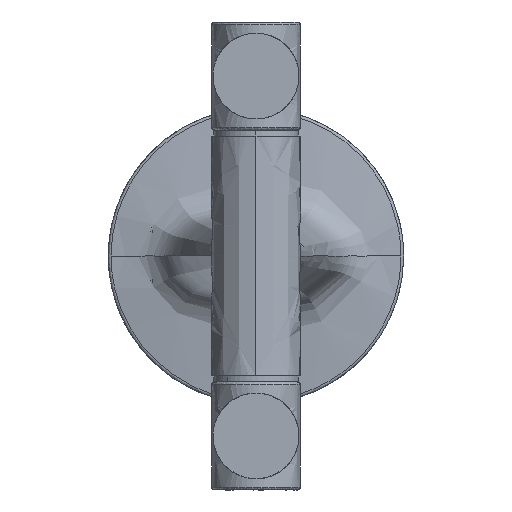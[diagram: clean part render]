
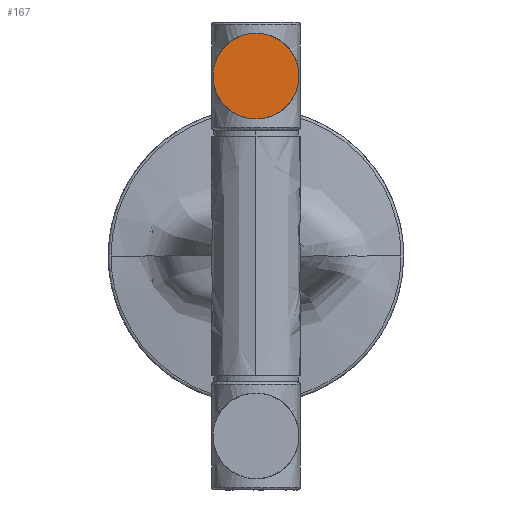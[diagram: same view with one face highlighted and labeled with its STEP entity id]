
A CAD part, front view. The second image highlights one B-rep face of the part: STEP entity #167.
In plain terms, the highlighted free-form (B-spline) face has degree [1, 1] with [2, 2] control points.
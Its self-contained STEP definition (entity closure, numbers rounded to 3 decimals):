
#167=ADVANCED_FACE('',(#402),#7263,.T.);
#402=FACE_OUTER_BOUND('',#642,.T.);
#642=EDGE_LOOP('',(#1278,#1279));
#1278=ORIENTED_EDGE('',*,*,#6172,.F.);
#1279=ORIENTED_EDGE('',*,*,#6173,.T.);
#2375=PCURVE('',#7378,#3473);
#2376=PCURVE('',#7263,#3474);
#2377=PCURVE('',#7263,#3475);
#2380=PCURVE('',#7379,#3478);
#3473=DEFINITIONAL_REPRESENTATION('',(#4676),#33282);
#3474=DEFINITIONAL_REPRESENTATION('',(#6636),#33282);
#3475=DEFINITIONAL_REPRESENTATION('',(#6638),#33282);
#3478=DEFINITIONAL_REPRESENTATION('',(#4679),#33282);
#4676=B_SPLINE_CURVE_WITH_KNOTS('',1,(#23572,#23573),.UNSPECIFIED.,.F.,
 .F.,(2,2),(-22.777,0.),.UNSPECIFIED.);
#4679=B_SPLINE_CURVE_WITH_KNOTS('',1,(#23593,#23594),.UNSPECIFIED.,.F.,
 .F.,(2,2),(0.,22.777),.UNSPECIFIED.);
#5604=SURFACE_CURVE('',#6635,(#2375,#2376),.PCURVE_S1.);
#5605=SURFACE_CURVE('',#6637,(#2377,#2380),.PCURVE_S1.);
#6172=EDGE_CURVE('',#7046,#7045,#5604,.T.);
#6173=EDGE_CURVE('',#7046,#7045,#5605,.T.);
#6635=(
BOUNDED_CURVE()
B_SPLINE_CURVE(2,(#23567,#23568,#23569,#23570,#23571),.UNSPECIFIED.,.F.,
 .F.)
B_SPLINE_CURVE_WITH_KNOTS((3,2,3),(-22.777,-11.388,0.),
 .UNSPECIFIED.)
CURVE()
GEOMETRIC_REPRESENTATION_ITEM()
RATIONAL_B_SPLINE_CURVE((1.,0.707,1.,0.707,1.))
REPRESENTATION_ITEM('')
);
#6636=(
BOUNDED_CURVE()
B_SPLINE_CURVE(2,(#23574,#23575,#23576,#23577,#23578),.UNSPECIFIED.,.F.,
 .F.)
B_SPLINE_CURVE_WITH_KNOTS((3,2,3),(-22.777,-11.388,0.),
 .UNSPECIFIED.)
CURVE()
GEOMETRIC_REPRESENTATION_ITEM()
RATIONAL_B_SPLINE_CURVE((1.,0.707,1.,0.707,1.))
REPRESENTATION_ITEM('')
);
#6637=(
BOUNDED_CURVE()
B_SPLINE_CURVE(2,(#23579,#23580,#23581,#23582,#23583),.UNSPECIFIED.,.F.,
 .F.)
B_SPLINE_CURVE_WITH_KNOTS((3,2,3),(0.,11.388,22.777),
 .UNSPECIFIED.)
CURVE()
GEOMETRIC_REPRESENTATION_ITEM()
RATIONAL_B_SPLINE_CURVE((1.,0.707,1.,0.707,1.))
REPRESENTATION_ITEM('')
);
#6638=(
BOUNDED_CURVE()
B_SPLINE_CURVE(2,(#23584,#23585,#23586,#23587,#23588),.UNSPECIFIED.,.F.,
 .F.)
B_SPLINE_CURVE_WITH_KNOTS((3,2,3),(0.,11.388,22.777),
 .UNSPECIFIED.)
CURVE()
GEOMETRIC_REPRESENTATION_ITEM()
RATIONAL_B_SPLINE_CURVE((1.,0.707,1.,0.707,1.))
REPRESENTATION_ITEM('')
);
#7045=VERTEX_POINT('',#23517);
#7046=VERTEX_POINT('',#23518);
#7263=B_SPLINE_SURFACE_WITH_KNOTS('',1,1,((#23492,#23493),(#23494,#23495)),
 .UNSPECIFIED.,.F.,.F.,.F.,(2,2),(2,2),(-8.701,8.701),
(-8.701,8.701),.UNSPECIFIED.);
#7378=(
BOUNDED_SURFACE()
B_SPLINE_SURFACE(2,1,((#23474,#23475),(#23476,#23477),(#23478,#23479),(#23480,
#23481),(#23482,#23483),(#23484,#23485),(#23486,#23487),(#23488,#23489),
(#23490,#23491)),.UNSPECIFIED.,.T.,.F.,.F.)
B_SPLINE_SURFACE_WITH_KNOTS((3,2,2,2,3),(2,2),(0.,1.571,3.142,
4.712,6.283),(0.,2.402),.UNSPECIFIED.)
GEOMETRIC_REPRESENTATION_ITEM()
RATIONAL_B_SPLINE_SURFACE(((1.,1.),(0.707,0.707),
(1.,1.),(0.707,0.707),(1.,1.),(0.707,
0.707),(1.,1.),(0.707,0.707),(1.,1.)))
REPRESENTATION_ITEM('')
SURFACE()
);
#7379=(
BOUNDED_SURFACE()
B_SPLINE_SURFACE(2,1,((#23496,#23497),(#23498,#23499),(#23500,#23501),(#23502,
#23503),(#23504,#23505),(#23506,#23507),(#23508,#23509),(#23510,#23511),
(#23512,#23513)),.UNSPECIFIED.,.T.,.F.,.F.)
B_SPLINE_SURFACE_WITH_KNOTS((3,2,2,2,3),(2,2),(0.,1.571,3.142,
4.712,6.283),(0.,2.402),.UNSPECIFIED.)
GEOMETRIC_REPRESENTATION_ITEM()
RATIONAL_B_SPLINE_SURFACE(((1.,1.),(0.707,0.707),
(1.,1.),(0.707,0.707),(1.,1.),(0.707,
0.707),(1.,1.),(0.707,0.707),(1.,1.)))
REPRESENTATION_ITEM('')
SURFACE()
);
#23474=CARTESIAN_POINT('',(7.25,-230.024,255.175));
#23475=CARTESIAN_POINT('',(7.25,-232.426,255.175));
#23476=CARTESIAN_POINT('',(7.25,-230.024,262.425));
#23477=CARTESIAN_POINT('',(7.25,-232.426,262.425));
#23478=CARTESIAN_POINT('',(0.,-230.024,262.425));
#23479=CARTESIAN_POINT('',(0.,-232.426,262.425));
#23480=CARTESIAN_POINT('',(-7.25,-230.024,262.425));
#23481=CARTESIAN_POINT('',(-7.25,-232.426,262.425));
#23482=CARTESIAN_POINT('',(-7.25,-230.024,255.175));
#23483=CARTESIAN_POINT('',(-7.25,-232.426,255.175));
#23484=CARTESIAN_POINT('',(-7.25,-230.024,247.925));
#23485=CARTESIAN_POINT('',(-7.25,-232.426,247.925));
#23486=CARTESIAN_POINT('',(0.,-230.024,247.925));
#23487=CARTESIAN_POINT('',(0.,-232.426,247.925));
#23488=CARTESIAN_POINT('',(7.25,-230.024,247.925));
#23489=CARTESIAN_POINT('',(7.25,-232.426,247.925));
#23490=CARTESIAN_POINT('',(7.25,-230.024,255.175));
#23491=CARTESIAN_POINT('',(7.25,-232.426,255.175));
#23492=CARTESIAN_POINT('',(-8.701,-232.225,246.474));
#23493=CARTESIAN_POINT('',(-8.701,-232.225,263.876));
#23494=CARTESIAN_POINT('',(8.701,-232.225,246.474));
#23495=CARTESIAN_POINT('',(8.701,-232.225,263.876));
#23496=CARTESIAN_POINT('',(-7.25,-230.024,255.175));
#23497=CARTESIAN_POINT('',(-7.25,-232.426,255.175));
#23498=CARTESIAN_POINT('',(-7.25,-230.024,247.925));
#23499=CARTESIAN_POINT('',(-7.25,-232.426,247.925));
#23500=CARTESIAN_POINT('',(0.,-230.024,247.925));
#23501=CARTESIAN_POINT('',(0.,-232.426,247.925));
#23502=CARTESIAN_POINT('',(7.25,-230.024,247.925));
#23503=CARTESIAN_POINT('',(7.25,-232.426,247.925));
#23504=CARTESIAN_POINT('',(7.25,-230.024,255.175));
#23505=CARTESIAN_POINT('',(7.25,-232.426,255.175));
#23506=CARTESIAN_POINT('',(7.25,-230.024,262.425));
#23507=CARTESIAN_POINT('',(7.25,-232.426,262.425));
#23508=CARTESIAN_POINT('',(0.,-230.024,262.425));
#23509=CARTESIAN_POINT('',(0.,-232.426,262.425));
#23510=CARTESIAN_POINT('',(-7.25,-230.024,262.425));
#23511=CARTESIAN_POINT('',(-7.25,-232.426,262.425));
#23512=CARTESIAN_POINT('',(-7.25,-230.024,255.175));
#23513=CARTESIAN_POINT('',(-7.25,-232.426,255.175));
#23517=CARTESIAN_POINT('',(0.,-232.225,262.425));
#23518=CARTESIAN_POINT('',(0.,-232.225,247.925));
#23567=CARTESIAN_POINT('',(0.,-232.225,247.925));
#23568=CARTESIAN_POINT('',(-7.25,-232.225,247.925));
#23569=CARTESIAN_POINT('',(-7.25,-232.225,255.175));
#23570=CARTESIAN_POINT('',(-7.25,-232.225,262.425));
#23571=CARTESIAN_POINT('',(0.,-232.225,262.425));
#23572=CARTESIAN_POINT('',(4.712,2.201));
#23573=CARTESIAN_POINT('',(1.571,2.201));
#23574=CARTESIAN_POINT('',(0.,-7.25));
#23575=CARTESIAN_POINT('',(-7.25,-7.25));
#23576=CARTESIAN_POINT('',(-7.25,0.));
#23577=CARTESIAN_POINT('',(-7.25,7.25));
#23578=CARTESIAN_POINT('',(0.,7.25));
#23579=CARTESIAN_POINT('',(0.,-232.225,247.925));
#23580=CARTESIAN_POINT('',(7.25,-232.225,247.925));
#23581=CARTESIAN_POINT('',(7.25,-232.225,255.175));
#23582=CARTESIAN_POINT('',(7.25,-232.225,262.425));
#23583=CARTESIAN_POINT('',(0.,-232.225,262.425));
#23584=CARTESIAN_POINT('',(0.,-7.25));
#23585=CARTESIAN_POINT('',(7.25,-7.25));
#23586=CARTESIAN_POINT('',(7.25,0.));
#23587=CARTESIAN_POINT('',(7.25,7.25));
#23588=CARTESIAN_POINT('',(0.,7.25));
#23593=CARTESIAN_POINT('',(1.571,2.201));
#23594=CARTESIAN_POINT('',(4.712,2.201));
#33282=(
GEOMETRIC_REPRESENTATION_CONTEXT(2)
PARAMETRIC_REPRESENTATION_CONTEXT()
REPRESENTATION_CONTEXT('pspace','')
);
